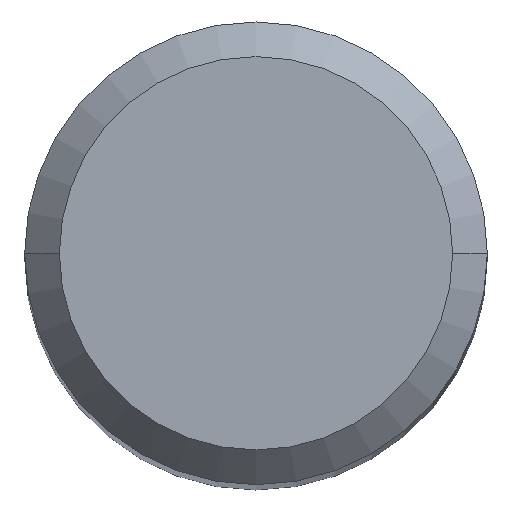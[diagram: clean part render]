
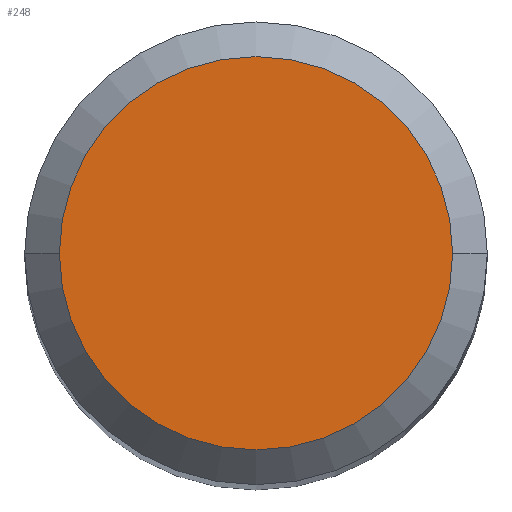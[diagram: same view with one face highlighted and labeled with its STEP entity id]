
A CAD part, top view. The second image highlights one B-rep face of the part: STEP entity #248.
In plain terms, the highlighted planar face has unit normal (0, 0, 1).
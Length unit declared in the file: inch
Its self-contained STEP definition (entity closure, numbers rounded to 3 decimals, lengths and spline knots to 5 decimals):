
#19 = DIRECTION ( 'NONE',  ( -1., 0., 0. ) ) ;
#21 = ORIENTED_EDGE ( 'NONE', *, *, #74, .T. ) ;
#50 = EDGE_CURVE ( 'NONE', #158, #416, #341, .T. ) ;
#61 = CARTESIAN_POINT ( 'NONE',  ( 0.10038, 0., 0. ) ) ;
#74 = EDGE_CURVE ( 'NONE', #416, #158, #151, .T. ) ;
#121 = ORIENTED_EDGE ( 'NONE', *, *, #50, .T. ) ;
#123 = AXIS2_PLACEMENT_3D ( 'NONE', #361, #184, #148 ) ;
#148 = DIRECTION ( 'NONE',  ( 1., 0., 0. ) ) ;
#151 = CIRCLE ( 'NONE', #123, 0.10038 ) ;
#158 = VERTEX_POINT ( 'NONE', #180 ) ;
#180 = CARTESIAN_POINT ( 'NONE',  ( -0.10038, 0., 0. ) ) ;
#184 = DIRECTION ( 'NONE',  ( 0., 0., 1. ) ) ;
#194 = FACE_OUTER_BOUND ( 'NONE', #425, .T. ) ;
#247 = CARTESIAN_POINT ( 'NONE',  ( 0., 0., 0. ) ) ;
#248 = ADVANCED_FACE ( 'NONE', ( #194 ), #370, .F. ) ;
#264 = CARTESIAN_POINT ( 'NONE',  ( 0., 0., 0. ) ) ;
#341 = CIRCLE ( 'NONE', #393, 0.10038 ) ;
#361 = CARTESIAN_POINT ( 'NONE',  ( 0., 0., 0. ) ) ;
#366 = DIRECTION ( 'NONE',  ( 1., 0., 0. ) ) ;
#370 = PLANE ( 'NONE',  #458 ) ;
#393 = AXIS2_PLACEMENT_3D ( 'NONE', #247, #441, #366 ) ;
#416 = VERTEX_POINT ( 'NONE', #61 ) ;
#425 = EDGE_LOOP ( 'NONE', ( #121, #21 ) ) ;
#441 = DIRECTION ( 'NONE',  ( 0., 0., 1. ) ) ;
#445 = DIRECTION ( 'NONE',  ( 0., 0., -1. ) ) ;
#458 = AXIS2_PLACEMENT_3D ( 'NONE', #264, #445, #19 ) ;
